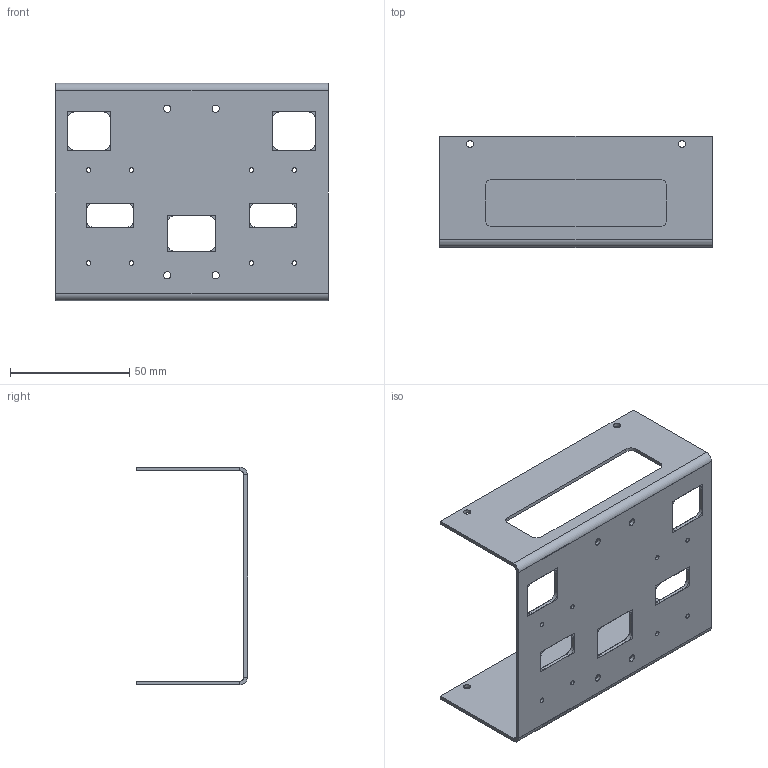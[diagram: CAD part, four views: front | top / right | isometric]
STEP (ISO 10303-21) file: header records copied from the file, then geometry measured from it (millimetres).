
FILE_DESCRIPTION (( 'STEP AP214' ), '1' );
FILE_NAME ('Chest_Middle.STEP', '2013-03-12T15:06:38', ( 'Mickael' ), ( '' ), 'SwSTEP 2.0', 'SolidWorks 2013', '' );
FILE_SCHEMA (( 'AUTOMOTIVE_DESIGN' ));
Length unit declared in the file: millimetre
Products named in the file (1): Chest_Middle
Bounding box: 114.3 x 46.59 x 91.3 mm (x, y, z)
Volume: 40230.4 mm3; surface area: 55215.3 mm2
Topology: 2 solids, 2 shells, 152 faces, 428 edges, 280 vertices
Faces by surface type: cylinder 84, plane 68
Entity records: 5151 total; most frequent: DIRECTION 902, CARTESIAN_POINT 861, ORIENTED_EDGE 856, EDGE_CURVE 428, AXIS2_PLACEMENT_3D 321, VERTEX_POINT 280, LINE 260, VECTOR 260
